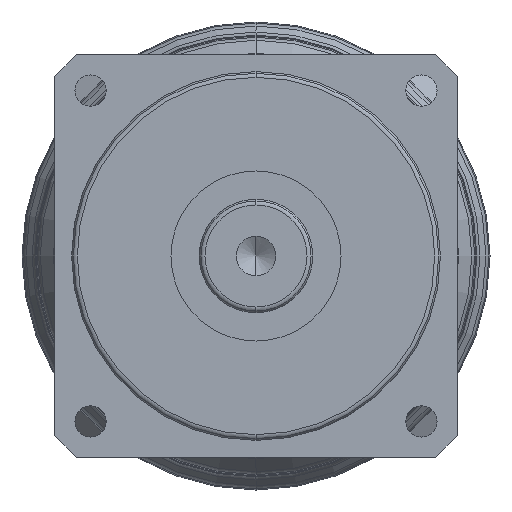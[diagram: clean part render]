
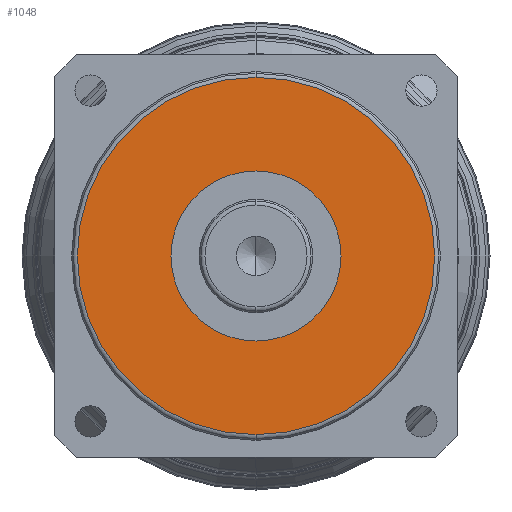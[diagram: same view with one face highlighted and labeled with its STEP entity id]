
A CAD part, left-side view. The second image highlights one B-rep face of the part: STEP entity #1048.
In plain terms, the highlighted planar face has unit normal (-1, 0, 0).
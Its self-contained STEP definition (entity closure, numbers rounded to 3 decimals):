
#94=CARTESIAN_POINT('',(-30.,0.,0.));
#95=DIRECTION('',(-1.,0.,0.));
#96=DIRECTION('',(0.,0.,1.));
#97=AXIS2_PLACEMENT_3D('',#94,#95,#96);
#99=CARTESIAN_POINT('',(-30.,0.,0.));
#100=DIRECTION('',(-1.,0.,0.));
#101=DIRECTION('',(0.,0.,-1.));
#102=AXIS2_PLACEMENT_3D('',#99,#100,#101);
#104=CARTESIAN_POINT('',(-30.,0.,0.));
#105=DIRECTION('',(1.,0.,0.));
#106=DIRECTION('',(0.,0.,1.));
#107=AXIS2_PLACEMENT_3D('',#104,#105,#106);
#109=CARTESIAN_POINT('',(-30.,0.,0.));
#110=DIRECTION('',(1.,0.,0.));
#111=DIRECTION('',(0.,0.,-1.));
#112=AXIS2_PLACEMENT_3D('',#109,#110,#111);
#890=CARTESIAN_POINT('',(-30.,0.,-63.));
#891=VERTEX_POINT('',#890);
#892=CARTESIAN_POINT('',(-30.,0.,63.));
#893=VERTEX_POINT('',#892);
#895=CARTESIAN_POINT('',(-30.,0.,-30.));
#897=VERTEX_POINT('',#895);
#899=CARTESIAN_POINT('',(-30.,0.,30.));
#901=VERTEX_POINT('',#899);
#1033=CARTESIAN_POINT('',(-30.,0.,0.));
#1034=DIRECTION('',(-1.,0.,0.));
#1035=DIRECTION('',(0.,0.,1.));
#1036=AXIS2_PLACEMENT_3D('',#1033,#1034,#1035);
#1037=PLANE('',#1036);
#1039=ORIENTED_EDGE('',*,*,#1038,.F.);
#1041=ORIENTED_EDGE('',*,*,#1040,.F.);
#1042=EDGE_LOOP('',(#1039,#1041));
#1043=FACE_OUTER_BOUND('',#1042,.F.);
#1044=ORIENTED_EDGE('',*,*,#1027,.F.);
#1045=ORIENTED_EDGE('',*,*,#1013,.F.);
#1046=EDGE_LOOP('',(#1044,#1045));
#1047=FACE_BOUND('',#1046,.F.);
#1048=ADVANCED_FACE('',(#1043,#1047),#1037,.T.);
#98=CIRCLE('',#97,63.);
#103=CIRCLE('',#102,63.);
#108=CIRCLE('',#107,30.);
#113=CIRCLE('',#112,30.);
#1013=EDGE_CURVE('',#897,#901,#113,.T.);
#1027=EDGE_CURVE('',#901,#897,#108,.T.);
#1038=EDGE_CURVE('',#893,#891,#98,.T.);
#1040=EDGE_CURVE('',#891,#893,#103,.T.);
